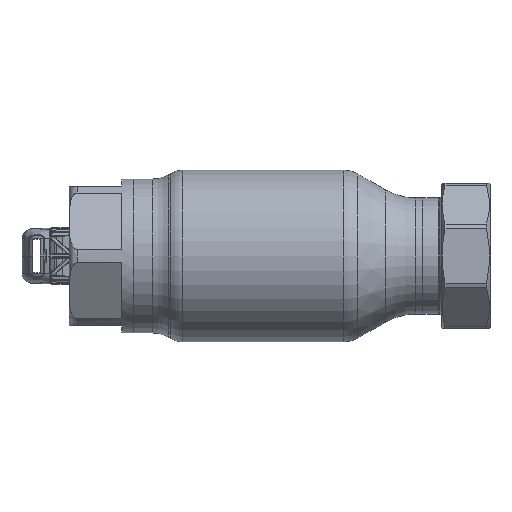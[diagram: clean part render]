
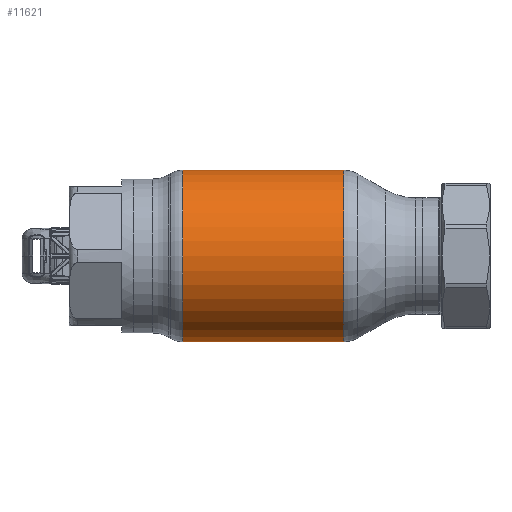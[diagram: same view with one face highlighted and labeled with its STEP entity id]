
A CAD part, front view. The second image highlights one B-rep face of the part: STEP entity #11621.
In plain terms, the highlighted cylindrical face has radius 42.5 mm (diameter 85 mm), a partial arc.
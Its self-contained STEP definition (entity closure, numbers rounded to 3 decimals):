
#2408 = DIRECTION ( 'NONE',  ( 1., 0., 0. ) ) ;
#2600 = DIRECTION ( 'NONE',  ( 0., 0., -1. ) ) ;
#3248 = ORIENTED_EDGE ( 'NONE', *, *, #56250, .F. ) ;
#3616 = CARTESIAN_POINT ( 'NONE',  ( 39.749, 0., 42.5 ) ) ;
#5277 = CARTESIAN_POINT ( 'NONE',  ( -39.749, 0., 42.5 ) ) ;
#5350 = LINE ( 'NONE', #41684, #34358 ) ;
#5757 = EDGE_CURVE ( 'NONE', #49721, #55411, #23762, .T. ) ;
#5998 = CIRCLE ( 'NONE', #53732, 42.5 ) ;
#7677 = DIRECTION ( 'NONE',  ( 0., 0., -1. ) ) ;
#7897 = CARTESIAN_POINT ( 'NONE',  ( -39.749, 0., 0. ) ) ;
#11621 = ADVANCED_FACE ( 'NONE', ( #53484 ), #58850, .T. ) ;
#13891 = CARTESIAN_POINT ( 'NONE',  ( 62.69, 0., -42.5 ) ) ;
#16002 = DIRECTION ( 'NONE',  ( 1., 0., 0. ) ) ;
#17070 = CARTESIAN_POINT ( 'NONE',  ( 39.749, 0., -42.5 ) ) ;
#17458 = ORIENTED_EDGE ( 'NONE', *, *, #60145, .T. ) ;
#20171 = ORIENTED_EDGE ( 'NONE', *, *, #5757, .T. ) ;
#23762 = LINE ( 'NONE', #13891, #26785 ) ;
#24098 = DIRECTION ( 'NONE',  ( 1., 0., 0. ) ) ;
#26553 = CARTESIAN_POINT ( 'NONE',  ( -39.749, 0., -42.5 ) ) ;
#26643 = CARTESIAN_POINT ( 'NONE',  ( 39.749, 0., 0. ) ) ;
#26785 = VECTOR ( 'NONE', #24098, 1000. ) ;
#34358 = VECTOR ( 'NONE', #46653, 1000. ) ;
#36114 = DIRECTION ( 'NONE',  ( 1., 0., 0. ) ) ;
#41684 = CARTESIAN_POINT ( 'NONE',  ( 62.69, 0., 42.5 ) ) ;
#43028 = VERTEX_POINT ( 'NONE', #5277 ) ;
#43385 = VERTEX_POINT ( 'NONE', #3616 ) ;
#46552 = AXIS2_PLACEMENT_3D ( 'NONE', #7897, #16002, #7677 ) ;
#46653 = DIRECTION ( 'NONE',  ( 1., 0., 0. ) ) ;
#47063 = AXIS2_PLACEMENT_3D ( 'NONE', #56189, #36114, #2600 ) ;
#49721 = VERTEX_POINT ( 'NONE', #26553 ) ;
#53484 = FACE_OUTER_BOUND ( 'NONE', #61150, .T. ) ;
#53732 = AXIS2_PLACEMENT_3D ( 'NONE', #26643, #2408, #56616 ) ;
#55411 = VERTEX_POINT ( 'NONE', #17070 ) ;
#55797 = EDGE_CURVE ( 'NONE', #43028, #43385, #5350, .T. ) ;
#56189 = CARTESIAN_POINT ( 'NONE',  ( 62.69, 0., 0. ) ) ;
#56250 = EDGE_CURVE ( 'NONE', #43385, #55411, #5998, .T. ) ;
#56616 = DIRECTION ( 'NONE',  ( 0., 0., -1. ) ) ;
#57023 = CIRCLE ( 'NONE', #46552, 42.5 ) ;
#58850 = CYLINDRICAL_SURFACE ( 'NONE', #47063, 42.5 ) ;
#60145 = EDGE_CURVE ( 'NONE', #43028, #49721, #57023, .T. ) ;
#61150 = EDGE_LOOP ( 'NONE', ( #61508, #17458, #20171, #3248 ) ) ;
#61508 = ORIENTED_EDGE ( 'NONE', *, *, #55797, .F. ) ;
